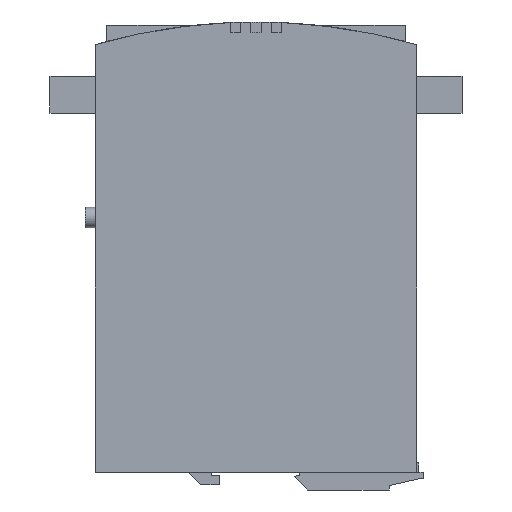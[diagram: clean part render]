
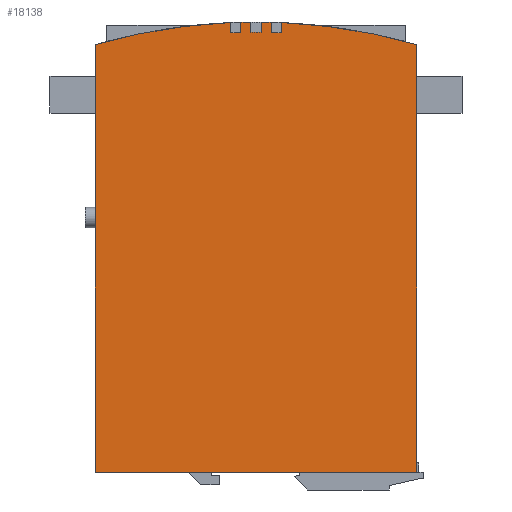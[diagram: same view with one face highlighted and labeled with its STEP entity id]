
A CAD part, left-side view. The second image highlights one B-rep face of the part: STEP entity #18138.
In plain terms, the highlighted planar face has unit normal (-1, 0, 0).
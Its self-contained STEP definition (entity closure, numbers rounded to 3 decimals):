
#83 = VERTEX_POINT ( 'NONE', #16574 ) ;
#180 = CIRCLE ( 'NONE', #23848, 230. ) ;
#206 = EDGE_CURVE ( 'NONE', #16348, #21565, #11785, .T. ) ;
#356 = DIRECTION ( 'NONE',  ( 1., 0., 0. ) ) ;
#520 = AXIS2_PLACEMENT_3D ( 'NONE', #5867, #2657, #31228 ) ;
#735 = ORIENTED_EDGE ( 'NONE', *, *, #1205, .F. ) ;
#930 = LINE ( 'NONE', #35402, #11330 ) ;
#1205 = EDGE_CURVE ( 'NONE', #38058, #28259, #4759, .T. ) ;
#1644 = ORIENTED_EDGE ( 'NONE', *, *, #3843, .F. ) ;
#1792 = DIRECTION ( 'NONE',  ( 1., 0., 0. ) ) ;
#1888 = CARTESIAN_POINT ( 'NONE',  ( -28.5, 63.5, -158.15 ) ) ;
#1919 = CARTESIAN_POINT ( 'NONE',  ( -28.5, 63.5, 11.061 ) ) ;
#1989 = CARTESIAN_POINT ( 'NONE',  ( -28.5, 2., 19.991 ) ) ;
#2074 = VERTEX_POINT ( 'NONE', #18346 ) ;
#2623 = VERTEX_POINT ( 'NONE', #21334 ) ;
#2657 = DIRECTION ( 'NONE',  ( 1., 0., 0. ) ) ;
#3843 = EDGE_CURVE ( 'NONE', #20805, #2623, #16480, .T. ) ;
#3964 = AXIS2_PLACEMENT_3D ( 'NONE', #34389, #12055, #24499 ) ;
#3985 = DIRECTION ( 'NONE',  ( 1., 0., 0. ) ) ;
#4022 = EDGE_CURVE ( 'NONE', #30714, #40803, #24346, .T. ) ;
#4335 = AXIS2_PLACEMENT_3D ( 'NONE', #12038, #12576, #22002 ) ;
#4759 = LINE ( 'NONE', #25588, #14193 ) ;
#4917 = CARTESIAN_POINT ( 'NONE',  ( -28.5, -63.5, -158.15 ) ) ;
#5366 = EDGE_CURVE ( 'NONE', #28945, #29390, #21826, .T. ) ;
#5452 = DIRECTION ( 'NONE',  ( 0., 0., -1. ) ) ;
#5867 = CARTESIAN_POINT ( 'NONE',  ( -28.5, 0., -210. ) ) ;
#6602 = VECTOR ( 'NONE', #21545, 1000. ) ;
#6845 = FACE_OUTER_BOUND ( 'NONE', #26239, .T. ) ;
#6876 = DIRECTION ( 'NONE',  ( 0., 0., -1. ) ) ;
#7199 = CARTESIAN_POINT ( 'NONE',  ( -28.5, 63.5, -158.15 ) ) ;
#7366 = DIRECTION ( 'NONE',  ( 0., 0., -1. ) ) ;
#7440 = VERTEX_POINT ( 'NONE', #21592 ) ;
#7788 = VERTEX_POINT ( 'NONE', #22633 ) ;
#7931 = CARTESIAN_POINT ( 'NONE',  ( -28.5, 0., -210. ) ) ;
#8108 = CARTESIAN_POINT ( 'NONE',  ( -28.5, -2., 15.991 ) ) ;
#8147 = ORIENTED_EDGE ( 'NONE', *, *, #25729, .F. ) ;
#8288 = CARTESIAN_POINT ( 'NONE',  ( -28.5, 0., -210. ) ) ;
#8635 = CARTESIAN_POINT ( 'NONE',  ( -28.5, 10., 15.779 ) ) ;
#8978 = DIRECTION ( 'NONE',  ( 0., 0., -1. ) ) ;
#9135 = AXIS2_PLACEMENT_3D ( 'NONE', #7931, #26505, #13783 ) ;
#9204 = ORIENTED_EDGE ( 'NONE', *, *, #34904, .F. ) ;
#9594 = EDGE_CURVE ( 'NONE', #29390, #38058, #20155, .T. ) ;
#10022 = CARTESIAN_POINT ( 'NONE',  ( -28.5, 0., -210. ) ) ;
#11013 = VECTOR ( 'NONE', #34583, 1000. ) ;
#11330 = VECTOR ( 'NONE', #32178, 1000. ) ;
#11346 = CARTESIAN_POINT ( 'NONE',  ( -28.5, 2., 15.991 ) ) ;
#11537 = CARTESIAN_POINT ( 'NONE',  ( -28.5, 2., 15.991 ) ) ;
#11616 = DIRECTION ( 'NONE',  ( 1., 0., 0. ) ) ;
#11785 = CIRCLE ( 'NONE', #9135, 226. ) ;
#12027 = CIRCLE ( 'NONE', #39511, 226. ) ;
#12038 = CARTESIAN_POINT ( 'NONE',  ( -28.5, 0., -210. ) ) ;
#12055 = DIRECTION ( 'NONE',  ( 1., 0., 0. ) ) ;
#12108 = CARTESIAN_POINT ( 'NONE',  ( -28.5, -10., 15.779 ) ) ;
#12111 = EDGE_CURVE ( 'NONE', #7440, #20805, #12027, .T. ) ;
#12290 = CIRCLE ( 'NONE', #3964, 226. ) ;
#12576 = DIRECTION ( 'NONE',  ( 1., 0., 0. ) ) ;
#13783 = DIRECTION ( 'NONE',  ( 0., 0., 1. ) ) ;
#14190 = ORIENTED_EDGE ( 'NONE', *, *, #9594, .F. ) ;
#14193 = VECTOR ( 'NONE', #6876, 1000. ) ;
#14918 = VERTEX_POINT ( 'NONE', #4917 ) ;
#15392 = ORIENTED_EDGE ( 'NONE', *, *, #22420, .F. ) ;
#16064 = LINE ( 'NONE', #18381, #6602 ) ;
#16176 = CIRCLE ( 'NONE', #23734, 230. ) ;
#16348 = VERTEX_POINT ( 'NONE', #11346 ) ;
#16480 = LINE ( 'NONE', #12108, #11013 ) ;
#16543 = CARTESIAN_POINT ( 'NONE',  ( -28.5, -2., 15.991 ) ) ;
#16574 = CARTESIAN_POINT ( 'NONE',  ( -28.5, 6., 19.922 ) ) ;
#16757 = DIRECTION ( 'NONE',  ( 0., 0., -1. ) ) ;
#18138 = ADVANCED_FACE ( 'NONE', ( #6845 ), #37422, .F. ) ;
#18346 = CARTESIAN_POINT ( 'NONE',  ( -28.5, -6., 19.922 ) ) ;
#18381 = CARTESIAN_POINT ( 'NONE',  ( -28.5, 6., 15.92 ) ) ;
#18714 = ORIENTED_EDGE ( 'NONE', *, *, #25610, .F. ) ;
#19470 = LINE ( 'NONE', #11537, #37885 ) ;
#19987 = CARTESIAN_POINT ( 'NONE',  ( -28.5, -63.5, -158.15 ) ) ;
#19998 = EDGE_CURVE ( 'NONE', #26810, #14918, #36073, .T. ) ;
#20155 = CIRCLE ( 'NONE', #35462, 230. ) ;
#20805 = VERTEX_POINT ( 'NONE', #23663 ) ;
#21261 = CIRCLE ( 'NONE', #520, 230. ) ;
#21334 = CARTESIAN_POINT ( 'NONE',  ( -28.5, -10., 19.783 ) ) ;
#21362 = VERTEX_POINT ( 'NONE', #1989 ) ;
#21378 = EDGE_CURVE ( 'NONE', #21362, #16348, #19470, .T. ) ;
#21545 = DIRECTION ( 'NONE',  ( 0., 0., 1. ) ) ;
#21565 = VERTEX_POINT ( 'NONE', #34300 ) ;
#21592 = CARTESIAN_POINT ( 'NONE',  ( -28.5, -6., 15.92 ) ) ;
#21826 = LINE ( 'NONE', #7199, #29726 ) ;
#22002 = DIRECTION ( 'NONE',  ( 0., 0., 1. ) ) ;
#22061 = EDGE_CURVE ( 'NONE', #2623, #26810, #16176, .T. ) ;
#22420 = EDGE_CURVE ( 'NONE', #7788, #83, #16064, .T. ) ;
#22508 = DIRECTION ( 'NONE',  ( 0., 0., -1. ) ) ;
#22633 = CARTESIAN_POINT ( 'NONE',  ( -28.5, 6., 15.92 ) ) ;
#22908 = DIRECTION ( 'NONE',  ( 0., 0., -1. ) ) ;
#23414 = VECTOR ( 'NONE', #24056, 1000. ) ;
#23663 = CARTESIAN_POINT ( 'NONE',  ( -28.5, -10., 15.779 ) ) ;
#23734 = AXIS2_PLACEMENT_3D ( 'NONE', #29351, #3985, #16757 ) ;
#23848 = AXIS2_PLACEMENT_3D ( 'NONE', #10022, #356, #22508 ) ;
#24056 = DIRECTION ( 'NONE',  ( 0., 1., 0. ) ) ;
#24095 = EDGE_CURVE ( 'NONE', #14918, #28945, #31336, .T. ) ;
#24346 = LINE ( 'NONE', #16543, #32292 ) ;
#24499 = DIRECTION ( 'NONE',  ( 0., 0., 1. ) ) ;
#24625 = CARTESIAN_POINT ( 'NONE',  ( -28.5, 0., -210. ) ) ;
#25588 = CARTESIAN_POINT ( 'NONE',  ( -28.5, 10., 15.779 ) ) ;
#25610 = EDGE_CURVE ( 'NONE', #83, #21362, #21261, .T. ) ;
#25729 = EDGE_CURVE ( 'NONE', #2074, #7440, #930, .T. ) ;
#25884 = ORIENTED_EDGE ( 'NONE', *, *, #26111, .F. ) ;
#26038 = ORIENTED_EDGE ( 'NONE', *, *, #19998, .F. ) ;
#26065 = VECTOR ( 'NONE', #22908, 1000. ) ;
#26111 = EDGE_CURVE ( 'NONE', #21565, #30714, #12290, .T. ) ;
#26239 = EDGE_LOOP ( 'NONE', ( #32295, #735, #14190, #26530, #32735, #26038, #32218, #1644, #27297, #8147, #9204, #33878, #25884, #32709, #30649, #18714, #15392 ) ) ;
#26337 = DIRECTION ( 'NONE',  ( 1., 0., 0. ) ) ;
#26437 = CIRCLE ( 'NONE', #4335, 226. ) ;
#26505 = DIRECTION ( 'NONE',  ( 1., 0., 0. ) ) ;
#26530 = ORIENTED_EDGE ( 'NONE', *, *, #5366, .F. ) ;
#26810 = VERTEX_POINT ( 'NONE', #34075 ) ;
#27297 = ORIENTED_EDGE ( 'NONE', *, *, #12111, .F. ) ;
#27862 = AXIS2_PLACEMENT_3D ( 'NONE', #24625, #11616, #8978 ) ;
#28259 = VERTEX_POINT ( 'NONE', #8635 ) ;
#28945 = VERTEX_POINT ( 'NONE', #35247 ) ;
#29351 = CARTESIAN_POINT ( 'NONE',  ( -28.5, 0., -210. ) ) ;
#29390 = VERTEX_POINT ( 'NONE', #1919 ) ;
#29511 = EDGE_CURVE ( 'NONE', #28259, #7788, #26437, .T. ) ;
#29726 = VECTOR ( 'NONE', #32444, 1000. ) ;
#30649 = ORIENTED_EDGE ( 'NONE', *, *, #21378, .F. ) ;
#30714 = VERTEX_POINT ( 'NONE', #8108 ) ;
#31228 = DIRECTION ( 'NONE',  ( 0., 0., -1. ) ) ;
#31336 = LINE ( 'NONE', #1888, #23414 ) ;
#32178 = DIRECTION ( 'NONE',  ( 0., 0., -1. ) ) ;
#32218 = ORIENTED_EDGE ( 'NONE', *, *, #22061, .F. ) ;
#32292 = VECTOR ( 'NONE', #38592, 1000. ) ;
#32295 = ORIENTED_EDGE ( 'NONE', *, *, #29511, .F. ) ;
#32444 = DIRECTION ( 'NONE',  ( 0., 0., 1. ) ) ;
#32467 = CARTESIAN_POINT ( 'NONE',  ( -28.5, 0., -210. ) ) ;
#32709 = ORIENTED_EDGE ( 'NONE', *, *, #206, .F. ) ;
#32735 = ORIENTED_EDGE ( 'NONE', *, *, #24095, .F. ) ;
#33823 = DIRECTION ( 'NONE',  ( 0., 0., 1. ) ) ;
#33878 = ORIENTED_EDGE ( 'NONE', *, *, #4022, .F. ) ;
#34075 = CARTESIAN_POINT ( 'NONE',  ( -28.5, -63.5, 11.061 ) ) ;
#34300 = CARTESIAN_POINT ( 'NONE',  ( -28.5, 0., 16. ) ) ;
#34389 = CARTESIAN_POINT ( 'NONE',  ( -28.5, 0., -210. ) ) ;
#34457 = CARTESIAN_POINT ( 'NONE',  ( -28.5, 10., 19.783 ) ) ;
#34583 = DIRECTION ( 'NONE',  ( 0., 0., 1. ) ) ;
#34904 = EDGE_CURVE ( 'NONE', #40803, #2074, #180, .T. ) ;
#35247 = CARTESIAN_POINT ( 'NONE',  ( -28.5, 63.5, -158.15 ) ) ;
#35402 = CARTESIAN_POINT ( 'NONE',  ( -28.5, -6., 15.92 ) ) ;
#35462 = AXIS2_PLACEMENT_3D ( 'NONE', #32467, #26337, #7366 ) ;
#36073 = LINE ( 'NONE', #19987, #26065 ) ;
#37422 = PLANE ( 'NONE',  #27862 ) ;
#37885 = VECTOR ( 'NONE', #5452, 1000. ) ;
#38058 = VERTEX_POINT ( 'NONE', #34457 ) ;
#38592 = DIRECTION ( 'NONE',  ( 0., 0., 1. ) ) ;
#39511 = AXIS2_PLACEMENT_3D ( 'NONE', #8288, #1792, #33823 ) ;
#40524 = CARTESIAN_POINT ( 'NONE',  ( -28.5, -2., 19.991 ) ) ;
#40803 = VERTEX_POINT ( 'NONE', #40524 ) ;
